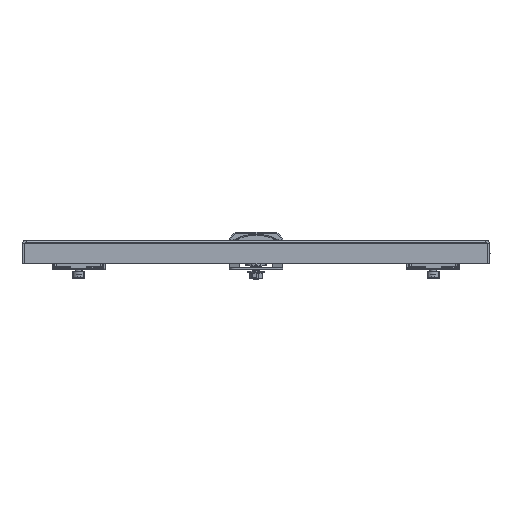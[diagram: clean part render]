
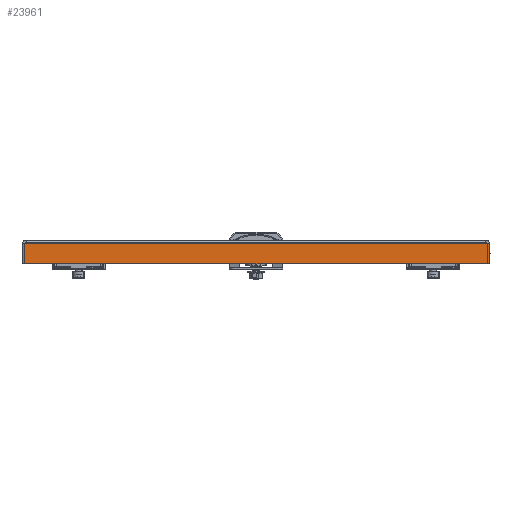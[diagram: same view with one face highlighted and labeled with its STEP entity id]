
A CAD part, left-side view. The second image highlights one B-rep face of the part: STEP entity #23961.
In plain terms, the highlighted planar face has unit normal (-1, 0, 0).
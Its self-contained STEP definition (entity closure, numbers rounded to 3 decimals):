
#1317 = EDGE_CURVE ( 'NONE', #25875, #25872, #20002, .T. ) ;
#1320 = EDGE_CURVE ( 'NONE', #25867, #25871, #20006, .T. ) ;
#1323 = EDGE_CURVE ( 'NONE', #25871, #25864, #20014, .T. ) ;
#1327 = EDGE_CURVE ( 'NONE', #25870, #25867, #20020, .T. ) ;
#1330 = EDGE_CURVE ( 'NONE', #25872, #25864, #17324, .T. ) ;
#1331 = EDGE_CURVE ( 'NONE', #25870, #25875, #17322, .T. ) ;
#2088 = CARTESIAN_POINT ( 'NONE',  ( -397., 0., 0. ) ) ;
#2095 = PLANE ( 'NONE',  #13696 ) ;
#2097 = DIRECTION ( 'NONE',  ( 1., 0., 0. ) ) ;
#2098 = DIRECTION ( 'NONE',  ( 0., 0., -1. ) ) ;
#4596 = FACE_OUTER_BOUND ( 'NONE', #25355, .T. ) ;
#13696 = AXIS2_PLACEMENT_3D ( 'NONE', #2088, #2097, #2098 ) ;
#15684 = DIRECTION ( 'NONE',  ( 0., -1., 0. ) ) ;
#15685 = CARTESIAN_POINT ( 'NONE',  ( -397., -197.5, -3. ) ) ;
#15686 = DIRECTION ( 'NONE',  ( 0., -1., 0. ) ) ;
#15694 = DIRECTION ( 'NONE',  ( 0., 0., -1. ) ) ;
#15697 = CARTESIAN_POINT ( 'NONE',  ( -397., -197.5, -3. ) ) ;
#15703 = DIRECTION ( 'NONE',  ( 0., 0., 1. ) ) ;
#15704 = CARTESIAN_POINT ( 'NONE',  ( -397., -197.5, 0. ) ) ;
#15709 = CARTESIAN_POINT ( 'NONE',  ( -397., 197.5, 0. ) ) ;
#15711 = DIRECTION ( 'NONE',  ( 0., -1., 0. ) ) ;
#15718 = DIRECTION ( 'NONE',  ( 0., -1., 0. ) ) ;
#15719 = CARTESIAN_POINT ( 'NONE',  ( -397., 0., -20. ) ) ;
#15720 = CARTESIAN_POINT ( 'NONE',  ( -397., -197.5, -3. ) ) ;
#17310 = VECTOR ( 'NONE', #15694, 1000. ) ;
#17322 = LINE ( 'NONE', #15685, #17330 ) ;
#17324 = LINE ( 'NONE', #15697, #17326 ) ;
#17326 = VECTOR ( 'NONE', #15686, 1000. ) ;
#17330 = VECTOR ( 'NONE', #15684, 1000. ) ;
#19716 = CARTESIAN_POINT ( 'NONE',  ( -397., -197.5, -3. ) ) ;
#19719 = CARTESIAN_POINT ( 'NONE',  ( -397., 197.5, -20. ) ) ;
#19722 = CARTESIAN_POINT ( 'NONE',  ( -397., 197.5, -3. ) ) ;
#19723 = CARTESIAN_POINT ( 'NONE',  ( -397., -197.5, -20. ) ) ;
#19724 = CARTESIAN_POINT ( 'NONE',  ( -397., -194.5, -3. ) ) ;
#19727 = CARTESIAN_POINT ( 'NONE',  ( -397., 194.5, -3. ) ) ;
#20002 = LINE ( 'NONE', #15720, #20005 ) ;
#20005 = VECTOR ( 'NONE', #15718, 1000. ) ;
#20006 = LINE ( 'NONE', #15719, #20011 ) ;
#20011 = VECTOR ( 'NONE', #15711, 1000. ) ;
#20014 = LINE ( 'NONE', #15704, #20017 ) ;
#20017 = VECTOR ( 'NONE', #15703, 1000. ) ;
#20020 = LINE ( 'NONE', #15709, #17310 ) ;
#23961 = ADVANCED_FACE ( 'NONE', ( #4596 ), #2095, .F. ) ;
#25355 = EDGE_LOOP ( 'NONE', ( #27170, #27171, #27172, #27173, #27174, #27175 ) ) ;
#25864 = VERTEX_POINT ( 'NONE', #19716 ) ;
#25867 = VERTEX_POINT ( 'NONE', #19719 ) ;
#25870 = VERTEX_POINT ( 'NONE', #19722 ) ;
#25871 = VERTEX_POINT ( 'NONE', #19723 ) ;
#25872 = VERTEX_POINT ( 'NONE', #19724 ) ;
#25875 = VERTEX_POINT ( 'NONE', #19727 ) ;
#27170 = ORIENTED_EDGE ( 'NONE', *, *, #1331, .F. ) ;
#27171 = ORIENTED_EDGE ( 'NONE', *, *, #1327, .T. ) ;
#27172 = ORIENTED_EDGE ( 'NONE', *, *, #1320, .T. ) ;
#27173 = ORIENTED_EDGE ( 'NONE', *, *, #1323, .T. ) ;
#27174 = ORIENTED_EDGE ( 'NONE', *, *, #1330, .F. ) ;
#27175 = ORIENTED_EDGE ( 'NONE', *, *, #1317, .F. ) ;
